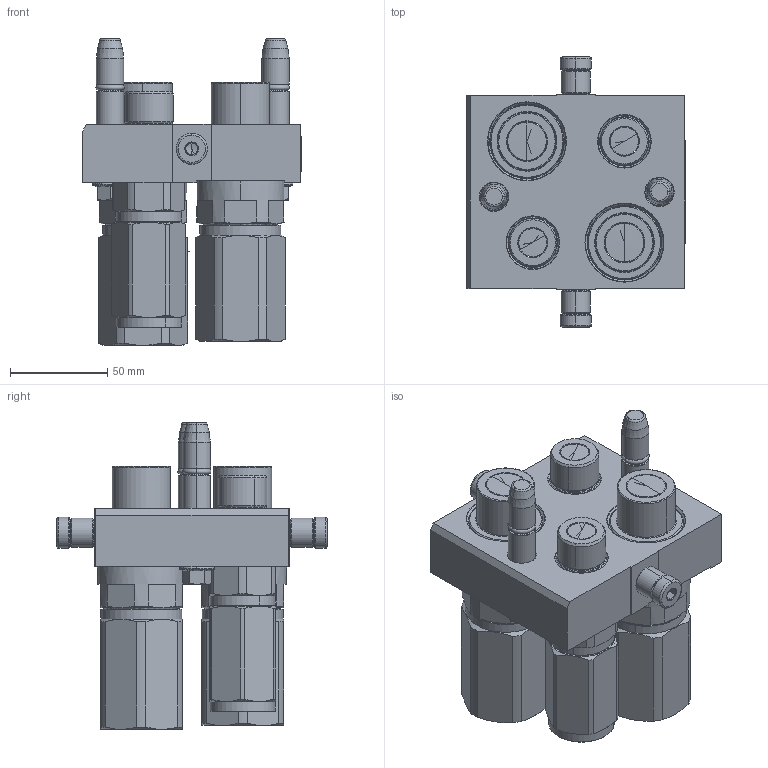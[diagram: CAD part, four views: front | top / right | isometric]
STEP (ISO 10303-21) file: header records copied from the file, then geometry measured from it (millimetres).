
FILE_DESCRIPTION (( 'STEP AP214' ), '1' );
FILE_NAME ('FASTER.step', '2023-03-30T10:49:40', ( '' ), ( '' ), 'SwSTEP 2.0', 'SolidWorks 2017', '' );
FILE_SCHEMA (( 'AUTOMOTIVE_DESIGN' ));
Length unit declared in the file: millimetre
Products named in the file (15): or2_62x9_19_m; 3ffnp34_gas_m; 1540_080_0008_000; 4830_021_0000_000; 4830_028_1000_011; 3ffnp12_gas_m; 3ffnp34-1gas_m; P510_M_BASE; 4830_010_0000_032; FASTER; 4830_013_3000_030; et002
Assembly tree (20 placements, depth 3):
  FASTER
    P510_M_BASE
      4830_010_0000_032
      4830_013_3000_030  x2
      4830_028_1000_011  x2
      4830_021_0000_000  x2
      1540_080_0008_000  x2
      or2_62x9_19_m  x2
    3ffnp34-1gas_m
      3ffnp34-1gas_m
    3ffnp12_gas_m  x2
      3ffnp12_gas_m
    3ffnp34_gas_m
      3ffnp34_gas_m
    et002
Bounding box: 112.3 x 138.6 x 157.35 mm (x, y, z)
Volume: 2873.9 mm3; surface area: 151402.6 mm2
Topology: 5 solids, 53 shells, 2119 faces, 6484 edges, 4319 vertices
Faces by surface type: plane 1211, cylinder 350, cone 334, bspline 116, torus 108
Entity records: 73801 total; most frequent: CARTESIAN_POINT 20725, ORIENTED_EDGE 9388, DIRECTION 8581, EDGE_CURVE 5235, VERTEX_POINT 3520, LINE 3315, VECTOR 3315, AXIS2_PLACEMENT_3D 2633
